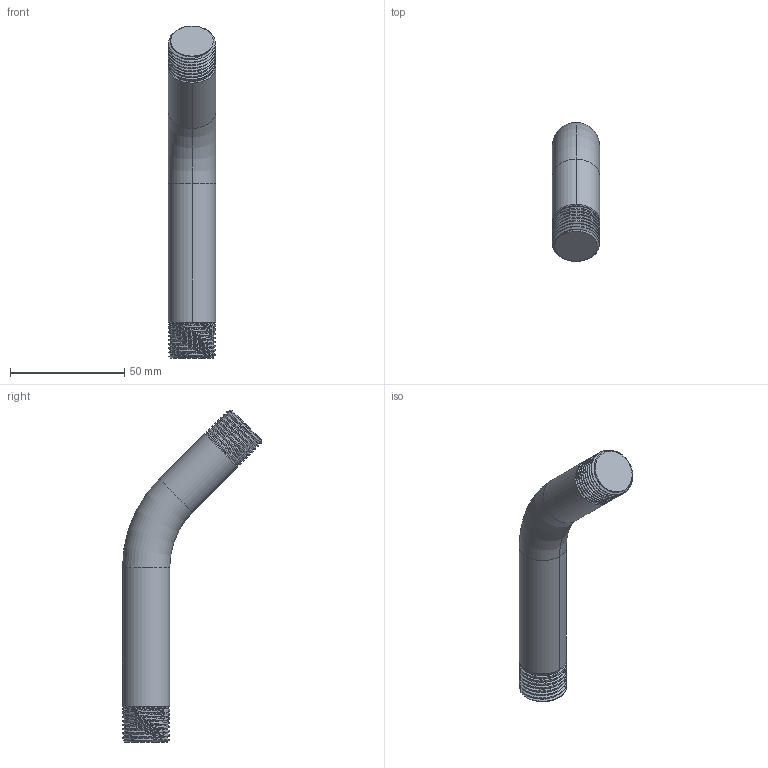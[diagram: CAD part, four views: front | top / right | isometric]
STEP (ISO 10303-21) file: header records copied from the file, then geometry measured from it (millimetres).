
FILE_DESCRIPTION((''),'2;1');
FILE_NAME('200_WEB','2010-11-02T',('ramkumar'),(''),'PRO/ENGINEER BY PARAMETRIC TECHNOLOGY CORPORATION, 2009300','PRO/ENGINEER BY PARAMETRIC TECHNOLOGY CORPORATION, 2009300','');
FILE_SCHEMA(('CONFIG_CONTROL_DESIGN'));
Length unit declared in the file: inch
Products named in the file (1): 200_WEB
Bounding box: 20.64 x 60.72 x 145.01 mm (x, y, z)
Surface area: 11437.7 mm2 (no closed solid volume)
Topology: 0 solids, 1 shells, 70 faces, 182 edges, 114 vertices
Faces by surface type: cylinder 38, bspline 18, cone 10, plane 2, torus 2
Entity records: 6396 total; most frequent: CARTESIAN_POINT 4864, ORIENTED_EDGE 364, DIRECTION 222, EDGE_CURVE 182, VERTEX_POINT 114, B_SPLINE_CURVE_WITH_KNOTS 94, AXIS2_PLACEMENT_3D 82, EDGE_LOOP 70
